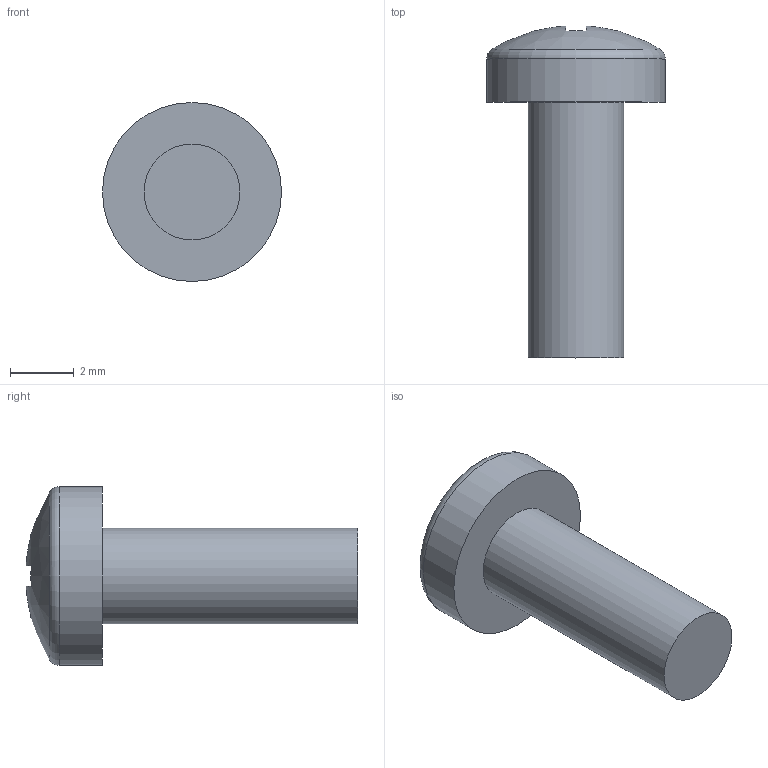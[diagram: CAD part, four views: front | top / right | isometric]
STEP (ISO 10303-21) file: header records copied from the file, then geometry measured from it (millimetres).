
FILE_DESCRIPTION(/* description */ (''),/* implementation_level */ '2;1');
FILE_NAME(/* name */ 'Tetrix_731132_Screw.ipt.stp',/* time_stamp */ '2014-12-18T17:44:50-08:00',/* author */ ('Autodesk Inc.'),/* organization */ ('Autodesk Inc.'),/* preprocessor_version */ 'ST-DEVELOPER v15.6',/* originating_system */ 'Autodesk Inventor 2015',/* authorisation */ '');
FILE_SCHEMA (('AUTOMOTIVE_DESIGN { 1 0 10303 214 3 1 1 }'));
Length unit declared in the file: millimetre
Products named in the file (1): Tetrix_731132_Screw
Bounding box: 5.6 x 10.38 x 5.6 mm (x, y, z)
Volume: 100.4 mm3; surface area: 170.6 mm2
Topology: 1 solids, 1 shells, 19 faces, 44 edges, 29 vertices
Faces by surface type: plane 15, cylinder 2, sphere 1, torus 1
Full cylindrical faces by diameter (mm): 3 x1, 5.6 x1
Entity records: 589 total; most frequent: DIRECTION 98, CARTESIAN_POINT 90, ORIENTED_EDGE 82, EDGE_CURVE 41, AXIS2_PLACEMENT_3D 37, VERTEX_POINT 29, LINE 24, VECTOR 24
